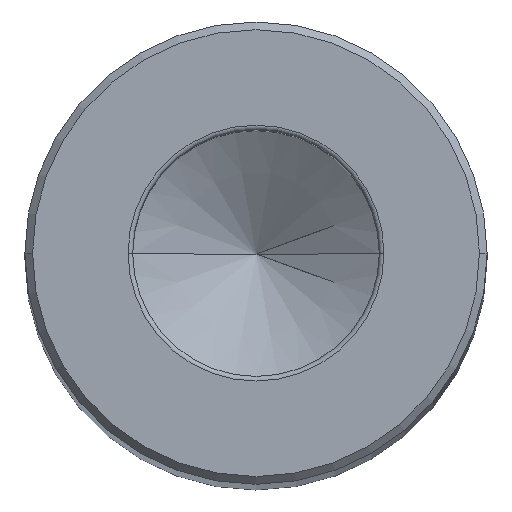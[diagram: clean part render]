
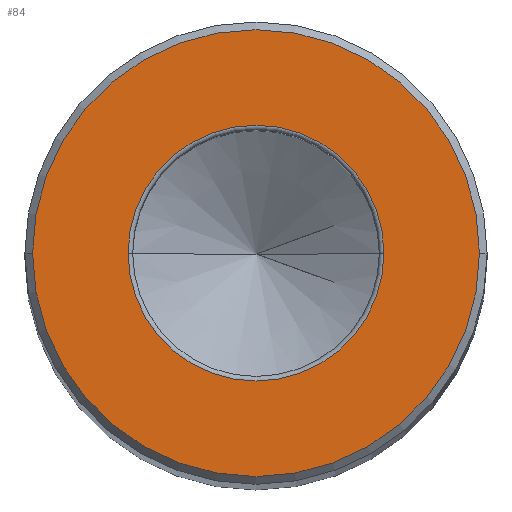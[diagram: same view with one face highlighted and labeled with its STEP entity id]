
A CAD part, top view. The second image highlights one B-rep face of the part: STEP entity #84.
In plain terms, the highlighted planar face has unit normal (0, 0, 1).
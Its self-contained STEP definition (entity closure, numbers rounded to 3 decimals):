
#4 = VERTEX_POINT ( 'NONE', #122 ) ;
#24 = EDGE_LOOP ( 'NONE', ( #63, #545 ) ) ;
#25 = DIRECTION ( 'NONE',  ( 1., 0., 0. ) ) ;
#31 = CIRCLE ( 'NONE', #187, 14.5 ) ;
#63 = ORIENTED_EDGE ( 'NONE', *, *, #533, .T. ) ;
#76 = FACE_BOUND ( 'NONE', #24, .T. ) ;
#84 = ADVANCED_FACE ( 'NONE', ( #76, #275 ), #528, .T. ) ;
#104 = VERTEX_POINT ( 'NONE', #190 ) ;
#109 = CIRCLE ( 'NONE', #458, 8.3 ) ;
#122 = CARTESIAN_POINT ( 'NONE',  ( -14.5, 0., 0. ) ) ;
#127 = ORIENTED_EDGE ( 'NONE', *, *, #565, .T. ) ;
#130 = EDGE_CURVE ( 'NONE', #351, #104, #109, .T. ) ;
#158 = EDGE_LOOP ( 'NONE', ( #127, #195 ) ) ;
#187 = AXIS2_PLACEMENT_3D ( 'NONE', #555, #355, #357 ) ;
#190 = CARTESIAN_POINT ( 'NONE',  ( 8.3, 0., 0. ) ) ;
#195 = ORIENTED_EDGE ( 'NONE', *, *, #358, .T. ) ;
#233 = DIRECTION ( 'NONE',  ( 1., 0., 0. ) ) ;
#242 = CARTESIAN_POINT ( 'NONE',  ( 0., 0., 0. ) ) ;
#259 = CIRCLE ( 'NONE', #293, 14.5 ) ;
#273 = CARTESIAN_POINT ( 'NONE',  ( 0., 0., 0. ) ) ;
#275 = FACE_OUTER_BOUND ( 'NONE', #158, .T. ) ;
#279 = CARTESIAN_POINT ( 'NONE',  ( 0., 0., 0. ) ) ;
#286 = DIRECTION ( 'NONE',  ( 1., 0., 0. ) ) ;
#293 = AXIS2_PLACEMENT_3D ( 'NONE', #279, #326, #414 ) ;
#301 = AXIS2_PLACEMENT_3D ( 'NONE', #273, #478, #233 ) ;
#302 = CIRCLE ( 'NONE', #336, 8.3 ) ;
#307 = CARTESIAN_POINT ( 'NONE',  ( -8.3, 0., 0. ) ) ;
#326 = DIRECTION ( 'NONE',  ( 0., 0., 1. ) ) ;
#336 = AXIS2_PLACEMENT_3D ( 'NONE', #577, #368, #25 ) ;
#351 = VERTEX_POINT ( 'NONE', #307 ) ;
#355 = DIRECTION ( 'NONE',  ( 0., 0., 1. ) ) ;
#357 = DIRECTION ( 'NONE',  ( 1., 0., 0. ) ) ;
#358 = EDGE_CURVE ( 'NONE', #532, #4, #31, .T. ) ;
#359 = CARTESIAN_POINT ( 'NONE',  ( 14.5, 0., 0. ) ) ;
#368 = DIRECTION ( 'NONE',  ( 0., 0., -1. ) ) ;
#414 = DIRECTION ( 'NONE',  ( 1., 0., 0. ) ) ;
#458 = AXIS2_PLACEMENT_3D ( 'NONE', #242, #497, #286 ) ;
#478 = DIRECTION ( 'NONE',  ( 0., 0., 1. ) ) ;
#497 = DIRECTION ( 'NONE',  ( 0., 0., -1. ) ) ;
#528 = PLANE ( 'NONE',  #301 ) ;
#532 = VERTEX_POINT ( 'NONE', #359 ) ;
#533 = EDGE_CURVE ( 'NONE', #104, #351, #302, .T. ) ;
#545 = ORIENTED_EDGE ( 'NONE', *, *, #130, .T. ) ;
#555 = CARTESIAN_POINT ( 'NONE',  ( 0., 0., 0. ) ) ;
#565 = EDGE_CURVE ( 'NONE', #4, #532, #259, .T. ) ;
#577 = CARTESIAN_POINT ( 'NONE',  ( 0., 0., 0. ) ) ;
